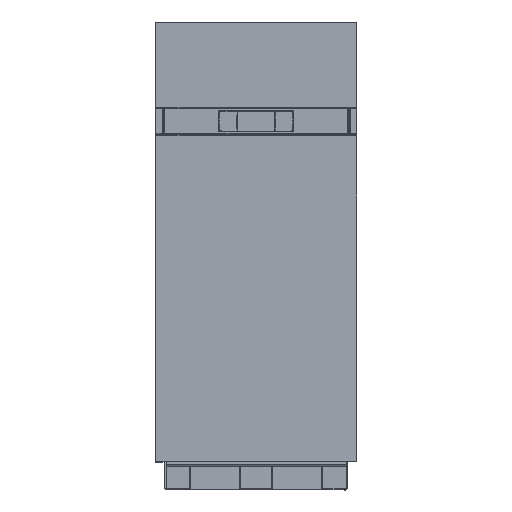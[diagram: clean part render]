
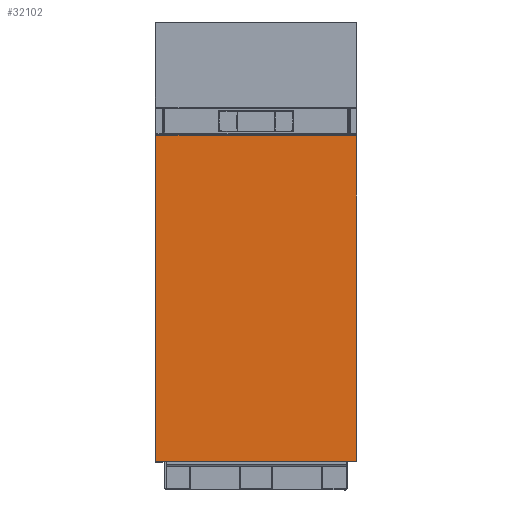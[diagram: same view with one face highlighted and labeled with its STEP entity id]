
A CAD part, front view. The second image highlights one B-rep face of the part: STEP entity #32102.
In plain terms, the highlighted planar face has unit normal (0, -1, 0).
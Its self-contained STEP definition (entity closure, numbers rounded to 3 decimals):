
#3040=FACE_OUTER_BOUND('',#4216,.T.);
#4216=EDGE_LOOP('',(#27923,#27924,#27925,#27926,#27927,#27928,#27929,#27930));
#7572=LINE('',#54081,#11403);
#7606=LINE('',#54259,#11437);
#7607=LINE('',#54261,#11438);
#7608=LINE('',#54263,#11439);
#7609=LINE('',#54265,#11440);
#7610=LINE('',#54266,#11441);
#7611=LINE('',#54268,#11442);
#7612=LINE('',#54269,#11443);
#11403=VECTOR('',#42745,0.039);
#11437=VECTOR('',#42895,0.039);
#11438=VECTOR('',#42896,0.039);
#11439=VECTOR('',#42897,0.039);
#11440=VECTOR('',#42898,0.039);
#11441=VECTOR('',#42899,0.039);
#11442=VECTOR('',#42900,0.039);
#11443=VECTOR('',#42901,0.039);
#15721=VERTEX_POINT('',#54078);
#15722=VERTEX_POINT('',#54080);
#15773=VERTEX_POINT('',#54257);
#15774=VERTEX_POINT('',#54258);
#15775=VERTEX_POINT('',#54260);
#15776=VERTEX_POINT('',#54262);
#15777=VERTEX_POINT('',#54264);
#15778=VERTEX_POINT('',#54267);
#20892=EDGE_CURVE('',#15722,#15721,#7572,.T.);
#20969=EDGE_CURVE('',#15773,#15774,#7606,.T.);
#20970=EDGE_CURVE('',#15773,#15775,#7607,.T.);
#20971=EDGE_CURVE('',#15776,#15775,#7608,.T.);
#20972=EDGE_CURVE('',#15777,#15776,#7609,.T.);
#20973=EDGE_CURVE('',#15722,#15777,#7610,.T.);
#20974=EDGE_CURVE('',#15778,#15721,#7611,.T.);
#20975=EDGE_CURVE('',#15774,#15778,#7612,.T.);
#27923=ORIENTED_EDGE('',*,*,#20969,.F.);
#27924=ORIENTED_EDGE('',*,*,#20970,.T.);
#27925=ORIENTED_EDGE('',*,*,#20971,.F.);
#27926=ORIENTED_EDGE('',*,*,#20972,.F.);
#27927=ORIENTED_EDGE('',*,*,#20973,.F.);
#27928=ORIENTED_EDGE('',*,*,#20892,.T.);
#27929=ORIENTED_EDGE('',*,*,#20974,.F.);
#27930=ORIENTED_EDGE('',*,*,#20975,.F.);
#29881=PLANE('',#34881);
#32102=ADVANCED_FACE('',(#3040),#29881,.T.);
#34881=AXIS2_PLACEMENT_3D('',#54256,#42893,#42894);
#42745=DIRECTION('',(0.,0.,-1.));
#42893=DIRECTION('center_axis',(0.,-1.,0.));
#42894=DIRECTION('ref_axis',(1.,0.,0.));
#42895=DIRECTION('',(-1.,0.,0.));
#42896=DIRECTION('',(0.,0.,1.));
#42897=DIRECTION('',(1.,0.,0.));
#42898=DIRECTION('',(1.,0.,0.));
#42899=DIRECTION('',(1.,0.,0.));
#42900=DIRECTION('',(-1.,0.,0.));
#42901=DIRECTION('',(-1.,0.,0.));
#54078=CARTESIAN_POINT('',(-14.173,-0.791,-0.728));
#54080=CARTESIAN_POINT('',(-14.173,-0.791,54.193));
#54081=CARTESIAN_POINT('',(-14.173,-0.791,54.232));
#54256=CARTESIAN_POINT('Origin',(19.567,-0.791,-0.768));
#54257=CARTESIAN_POINT('',(19.528,-0.791,-0.728));
#54258=CARTESIAN_POINT('',(19.527,-0.791,-0.728));
#54259=CARTESIAN_POINT('',(-14.173,-0.791,-0.728));
#54260=CARTESIAN_POINT('',(19.528,-0.791,54.193));
#54261=CARTESIAN_POINT('',(19.528,-0.791,-0.768));
#54262=CARTESIAN_POINT('',(19.527,-0.791,54.193));
#54263=CARTESIAN_POINT('',(19.528,-0.791,54.193));
#54264=CARTESIAN_POINT('',(-14.173,-0.791,54.193));
#54265=CARTESIAN_POINT('',(-14.173,-0.791,54.193));
#54266=CARTESIAN_POINT('',(19.528,-0.791,54.193));
#54267=CARTESIAN_POINT('',(-14.173,-0.791,-0.728));
#54268=CARTESIAN_POINT('',(-14.173,-0.791,-0.728));
#54269=CARTESIAN_POINT('',(19.527,-0.791,-0.728));
